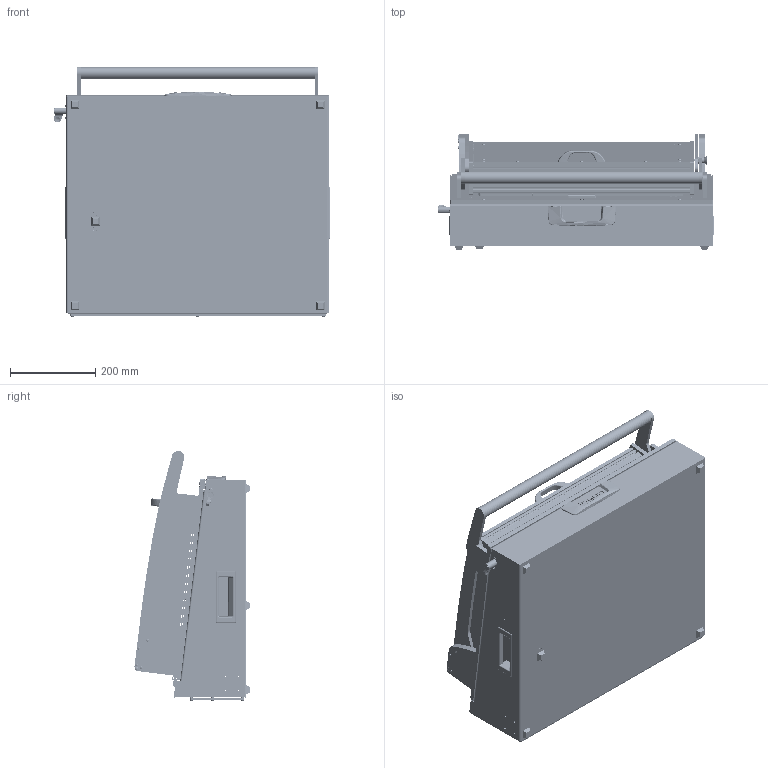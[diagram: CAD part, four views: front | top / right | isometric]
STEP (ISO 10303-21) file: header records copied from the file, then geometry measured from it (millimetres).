
FILE_DESCRIPTION (( 'STEP AP214' ), '1' );
FILE_NAME ('INGUN_48620.STEP', '2021-02-24T10:48:13', ( '' ), ( '' ), 'SwSTEP 2.0', 'SolidWorks 2018', '' );
FILE_SCHEMA (( 'AUTOMOTIVE_DESIGN' ));
Length unit declared in the file: millimetre
Products named in the file (119): K_02037~0; DIN125~n_03,2 M03,0; ISO7380~n_M05,0x016; DIN7991~n_M03,0x006; 21332_01~0; 45980-KIT~1_ICT Stellung kontaktiert <S>; 109954~0_KUNDE<S>; 45879~1_ohne Transportschrauben <S>; 39894~2_KUNDE<S>; 30758_01~0_S; 32457~0_S; DIN6325~n_06,0m6x030; 53734~1_KUNDE<S>; ISO7380~n_M04,0x008; 48727~1_S; 31555~4_S; 30758_02~0_S; 34328~1_S; DIN125~n_04,3 M04,0; 45880~3_S; 48374~5_S; 45909~2_ICT Stellung (kontaktiert)  <S>; K_02037~0_Standard ohne Dyn Punkt<Standard>; 110322~4_S; DIN7991~n_M05,0x012; DIN6325~n_06,0m6x012; 2720~0; 2196~6; 21332~0_MA 2112<Standard>; 48565~1_S; 1607~1; 32504~6_S; 2229~6; 3381~0; 41369~1_S; 32462~0_S; 43627~0_Hub 22,5mm<Standard>; GKS-114-0015~-g-k-s_Hub = 08,0 <S>; 53032~0_S; KS-113-Master~-k-s_KS-113 23 ...
Assembly tree (273 placements, depth 6):
  INGUN_48620
    45980-KIT~1_ICT Stellung kontaktiert <S>
      45909~2_ICT Stellung (kontaktiert)  <S>
        41899~3_flexiebel <S>
          KS-113-Master~-k-s_KS-113 23
          GKS-114-0015~-g-k-s_Hub = 08,0 <S>
          53731~0
          3917~3_M 3 A
        46010~3
        45875~1_S
        45876~2
        43627~0_Hub 22,5mm<Standard>  x6
        2196~6  x2
        2229~6  x2
        46869~0_S  x4
        1607~1  x2
        3699~0_einzeln <Standard>  x3
        SKB-II~-s-k-i-i_M4,0x73 St  x6
        ISO7380~n_M04,0x012  x16
        DIN6325~n_03,0m6x016
        DIN6325~n_03,0m6x024
        DIN6325~n_06,0m6x030
        DIN7991~n_M03,0x006  x3
        41367~6_S  x3
      45879~1_ohne Transportschrauben <S>
        45716~1_flexibel <S>
          32457~0_S
          DIN7979~n_04,0m6x020M3  x2
          ISO7380~n_M03,0x006  x2
          41369~1_S  x4
          ISO7380~n_M04,0x020  x4
          DIN912~n_M03,0x012  x2
          2393~0_S  x2
          DIN125~n_03,2 M03,0  x2
        45880~3_S
    48390~1_KUNDE<S>
      32504~6_S
        32333~12
        31555~4_S
        21332~0_MA 2112<Standard>
          21332_02~0
          21332_01~0
        20902~0
        30758~0_S  x2
          30758_01~0_S
          30758_02~0_S
        2720~0  x5
        53032~0_S
        32171~0_S
        32462~0_S
        29805~4_geschlossen<S>
          110322~4_S
          110705~1_S
          30984~0_S
          110231~1_S
          110443~0_S
          30112~0
          ISO7380~n_M05,0x030
          ISO7380~n_M04,0x008  x2
          DIN914~n_M04,0x05
Bounding box: 647.5 x 269.75 x 586.35 mm (x, y, z)
Volume: 11527326.7 mm3; surface area: 4726300 mm2
Topology: 285 solids, 285 shells, 8213 faces, 20144 edges, 12925 vertices
Faces by surface type: plane 3497, cylinder 3174, cone 957, bspline 293, torus 178, sphere 114
Entity records: 192833 total; most frequent: CARTESIAN_POINT 45386, DIRECTION 26736, ORIENTED_EDGE 24764, EDGE_CURVE 12382, AXIS2_PLACEMENT_3D 9908, VERTEX_POINT 8041, VECTOR 6920, LINE 6920
